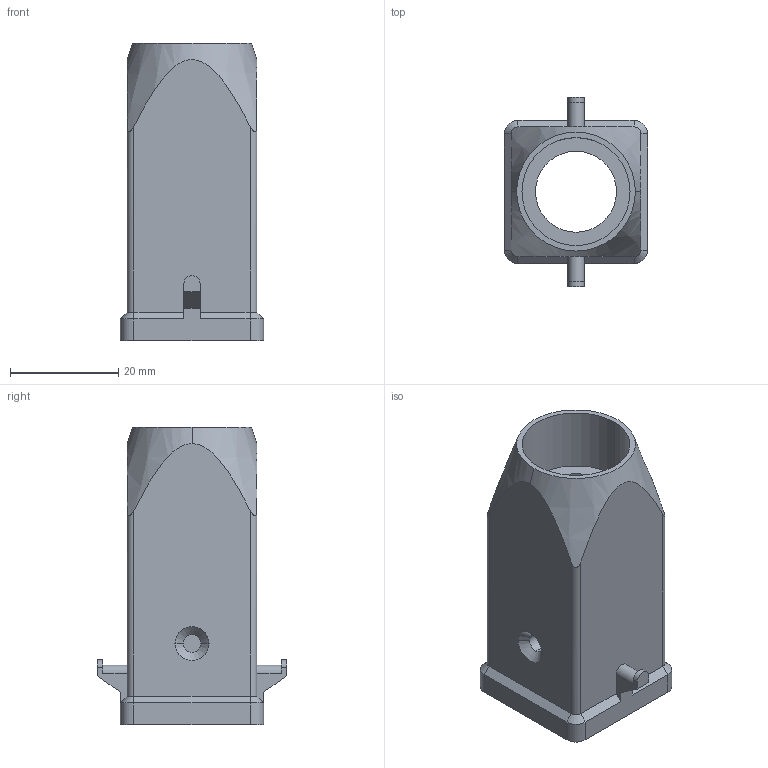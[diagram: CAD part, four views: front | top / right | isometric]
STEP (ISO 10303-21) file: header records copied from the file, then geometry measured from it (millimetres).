
FILE_DESCRIPTION(('Creo Elements/Direct Modeling STEP Export'),'2;1');
FILE_NAME('0ln7uvk53co2d1r1948','2020-06-25T16:09:40',(''),(''),'Creo Elements/Direct Modeling STEP processor for AP214 (Solid Model)','Creo Elements/Direct Modeling 20.1B 02-Apr-2019 (C) Parametric Technology GmbH','');
FILE_SCHEMA(('AUTOMOTIVE_DESIGN { 1 0 10303 214 1 1 1 1 }'));
Length unit declared in the file: millimetre
Products named in the file (1): MKGH V20
Bounding box: 26.5 x 35 x 55 mm (x, y, z)
Volume: 8258.6 mm3; surface area: 10762.3 mm2
Topology: 1 solids, 1 shells, 144 faces, 378 edges, 247 vertices
Faces by surface type: plane 87, cylinder 48, cone 9
Entity records: 4876 total; most frequent: CARTESIAN_POINT 1313, ORIENTED_EDGE 756, DIRECTION 715, EDGE_CURVE 378, VECTOR 257, LINE 257, VERTEX_POINT 247, AXIS2_PLACEMENT_3D 229
